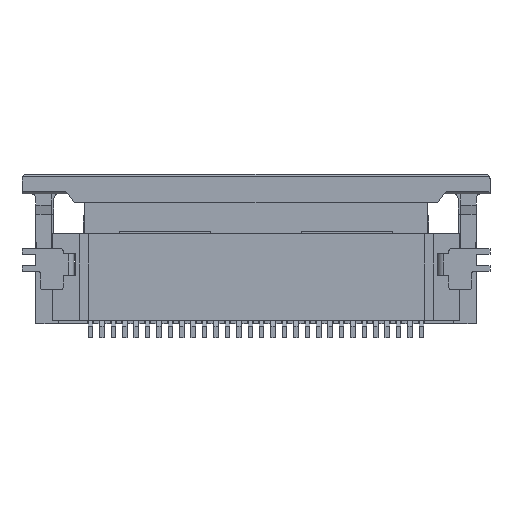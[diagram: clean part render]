
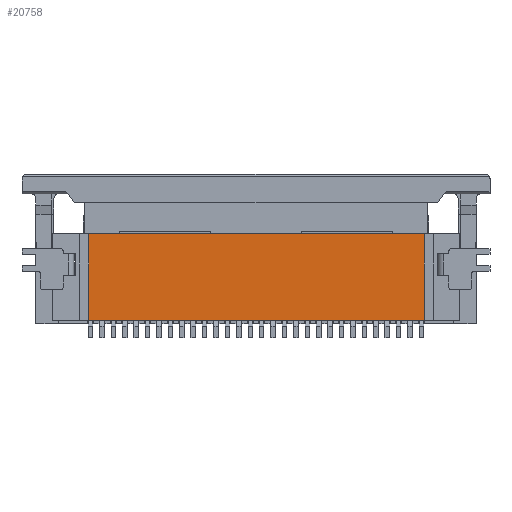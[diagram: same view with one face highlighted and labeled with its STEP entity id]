
A CAD part, front view. The second image highlights one B-rep face of the part: STEP entity #20758.
In plain terms, the highlighted planar face has unit normal (0, -1, 0).
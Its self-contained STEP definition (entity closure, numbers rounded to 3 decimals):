
#186=DIRECTION('',(0.,0.,1.));
#187=VECTOR('',#186,3.8);
#188=CARTESIAN_POINT('',(7.375,0.06,0.15));
#189=LINE('',#188,#187);
#190=DIRECTION('',(0.,0.,-1.));
#191=VECTOR('',#190,3.8);
#192=CARTESIAN_POINT('',(-7.325,0.06,3.95));
#193=LINE('',#192,#191);
#1090=DIRECTION('',(1.,0.,0.));
#1091=VECTOR('',#1090,14.7);
#1092=CARTESIAN_POINT('',(-7.325,0.06,3.95));
#1093=LINE('',#1092,#1091);
#2820=DIRECTION('',(1.,0.,0.));
#2821=VECTOR('',#2820,14.7);
#2822=CARTESIAN_POINT('',(-7.325,0.06,0.15));
#2823=LINE('',#2822,#2821);
#15791=CARTESIAN_POINT('',(-7.325,0.06,3.95));
#15792=CARTESIAN_POINT('',(7.375,0.06,3.95));
#15793=VERTEX_POINT('',#15791);
#15794=VERTEX_POINT('',#15792);
#15817=CARTESIAN_POINT('',(-7.325,0.06,0.15));
#15818=CARTESIAN_POINT('',(7.375,0.06,0.15));
#15819=VERTEX_POINT('',#15817);
#15820=VERTEX_POINT('',#15818);
#20743=CARTESIAN_POINT('',(0.,0.06,3.95));
#20744=DIRECTION('',(0.,-1.,0.));
#20745=DIRECTION('',(1.,0.,0.));
#20746=AXIS2_PLACEMENT_3D('',#20743,#20744,#20745);
#20747=PLANE('',#20746);
#20749=ORIENTED_EDGE('',*,*,#20748,.T.);
#20751=ORIENTED_EDGE('',*,*,#20750,.F.);
#20753=ORIENTED_EDGE('',*,*,#20752,.F.);
#20755=ORIENTED_EDGE('',*,*,#20754,.F.);
#20756=EDGE_LOOP('',(#20749,#20751,#20753,#20755));
#20757=FACE_OUTER_BOUND('',#20756,.F.);
#20758=ADVANCED_FACE('',(#20757),#20747,.T.);
#20748=EDGE_CURVE('',#15793,#15794,#1093,.T.);
#20750=EDGE_CURVE('',#15820,#15794,#189,.T.);
#20752=EDGE_CURVE('',#15819,#15820,#2823,.T.);
#20754=EDGE_CURVE('',#15793,#15819,#193,.T.);
